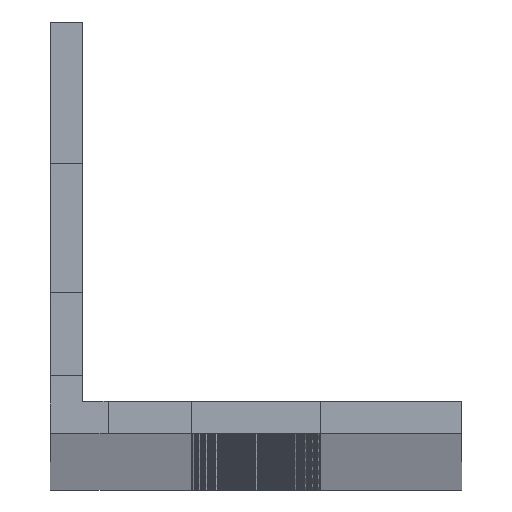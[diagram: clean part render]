
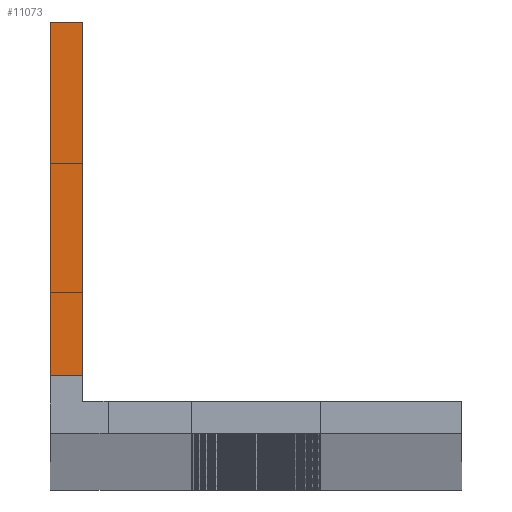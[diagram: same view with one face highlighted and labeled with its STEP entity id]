
A CAD part, top view. The second image highlights one B-rep face of the part: STEP entity #11073.
In plain terms, the highlighted planar face has unit normal (0, 0, 1).
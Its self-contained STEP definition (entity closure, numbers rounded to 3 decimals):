
#1278=FACE_OUTER_BOUND('',#1983,.T.);
#1983=EDGE_LOOP('',(#8740,#8741,#8742,#8743));
#2445=LINE('',#15990,#3483);
#3082=LINE('',#18020,#4120);
#3083=LINE('',#18022,#4121);
#3084=LINE('',#18023,#4122);
#3483=VECTOR('',#12775,3.1);
#4120=VECTOR('',#14676,10.);
#4121=VECTOR('',#14677,10.);
#4122=VECTOR('',#14678,3.1);
#4645=VERTEX_POINT('',#15987);
#4646=VERTEX_POINT('',#15989);
#5407=VERTEX_POINT('',#18019);
#5408=VERTEX_POINT('',#18021);
#5675=EDGE_CURVE('',#4645,#4646,#2445,.T.);
#6690=EDGE_CURVE('',#5407,#4646,#3082,.T.);
#6691=EDGE_CURVE('',#4645,#5408,#3083,.T.);
#6692=EDGE_CURVE('',#5408,#5407,#3084,.T.);
#8740=ORIENTED_EDGE('',*,*,#6690,.T.);
#8741=ORIENTED_EDGE('',*,*,#5675,.F.);
#8742=ORIENTED_EDGE('',*,*,#6691,.T.);
#8743=ORIENTED_EDGE('',*,*,#6692,.T.);
#10166=PLANE('',#12116);
#11073=ADVANCED_FACE('',(#1278),#10166,.T.);
#12116=AXIS2_PLACEMENT_3D('',#18018,#14674,#14675);
#12775=DIRECTION('',(0.,-1.,0.));
#14674=DIRECTION('center_axis',(0.,0.,1.));
#14675=DIRECTION('ref_axis',(1.,0.,0.));
#14676=DIRECTION('',(1.,0.,0.));
#14677=DIRECTION('',(-1.,0.,0.));
#14678=DIRECTION('',(0.,-1.,0.));
#15987=CARTESIAN_POINT('',(-29.5,32.,0.));
#15989=CARTESIAN_POINT('',(-29.5,4.5,0.));
#15990=CARTESIAN_POINT('',(-29.5,-5.239,0.));
#18018=CARTESIAN_POINT('Origin',(-32.,4.5,0.));
#18019=CARTESIAN_POINT('',(-32.,4.5,0.));
#18020=CARTESIAN_POINT('',(-30.05,4.5,0.));
#18021=CARTESIAN_POINT('',(-32.,32.,0.));
#18022=CARTESIAN_POINT('',(-29.5,32.,0.));
#18023=CARTESIAN_POINT('',(-32.,-5.239,0.));
